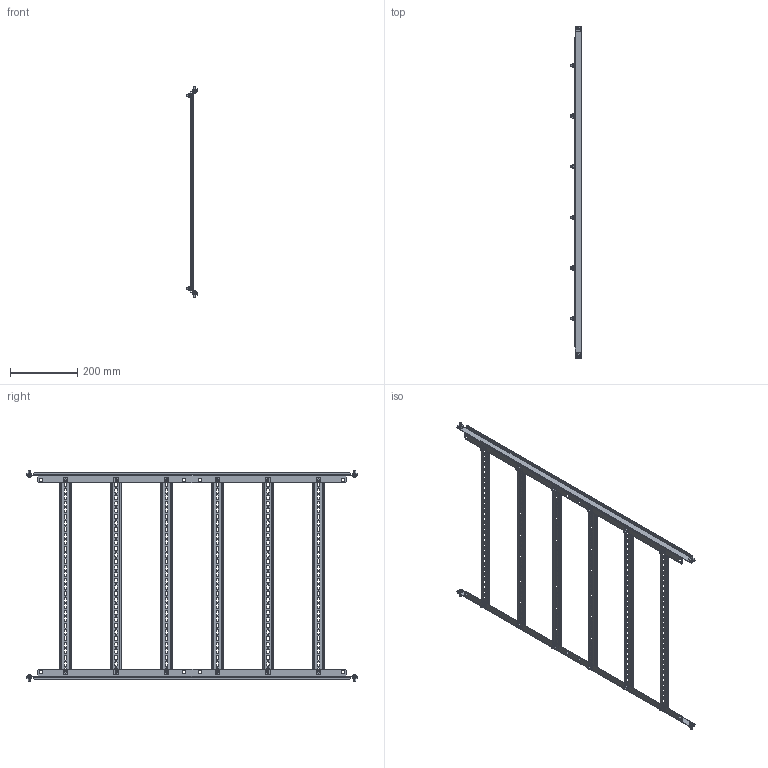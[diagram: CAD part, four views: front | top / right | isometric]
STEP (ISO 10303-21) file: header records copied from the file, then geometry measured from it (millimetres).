
FILE_DESCRIPTION (( 'STEP AP214' ), '1' );
FILE_NAME ('Ðàìà ñ äèí-ðåéêàìè äëÿ 100.65.27 Ãðàíèò EKF PROxima.STEP', '2022-06-28T07:19:17', ( '' ), ( '' ), 'SwSTEP 2.0', 'SolidWorks 2021', '' );
FILE_SCHEMA (( 'AUTOMOTIVE_DESIGN' ));
Length unit declared in the file: millimetre
Products named in the file (5): pan head cross recess screw_din_DIN EN ISO 7045 - M6 x 16 - Z - 16N; Óñèëåííàÿ DIN-ðåéêà EKF 585ìì (ñõåìàòè÷íî)_L=260; ﾌﾈ-2456.06.00.001 ﾍ瑜粱 1000; Ðàìà ñ äèí-ðåéêàìè äëÿ 100.65.27 Ãðàíèò EKF PROxima; Ãàéêà êóçîâíàÿ Ì6
Assembly tree (40 placements, depth 2):
  Ðàìà ñ äèí-ðåéêàìè äëÿ 100.65.27 Ãðàíèò EKF PROxima
    ﾌﾈ-2456.06.00.001 ﾍ瑜粱 1000  x2
    Ãàéêà êóçîâíàÿ Ì6  x16
    pan head cross recess screw_din_DIN EN ISO 7045 - M6 x 16 - Z - 16N  x16
    Óñèëåííàÿ DIN-ðåéêà EKF 585ìì (ñõåìàòè÷íî)_L=260  x6
Bounding box: 35.5 x 983 x 627 mm (x, y, z)
Volume: 359943.7 mm3; surface area: 502225.8 mm2
Topology: 40 solids, 40 shells, 2256 faces, 6056 edges, 3864 vertices
Faces by surface type: plane 1348, cylinder 716, cone 96, torus 64, sphere 32
Entity records: 10388 total; most frequent: CARTESIAN_POINT 1836, DIRECTION 1722, ORIENTED_EDGE 1688, EDGE_CURVE 844, LINE 608, VECTOR 608, AXIS2_PLACEMENT_3D 557, VERTEX_POINT 543
